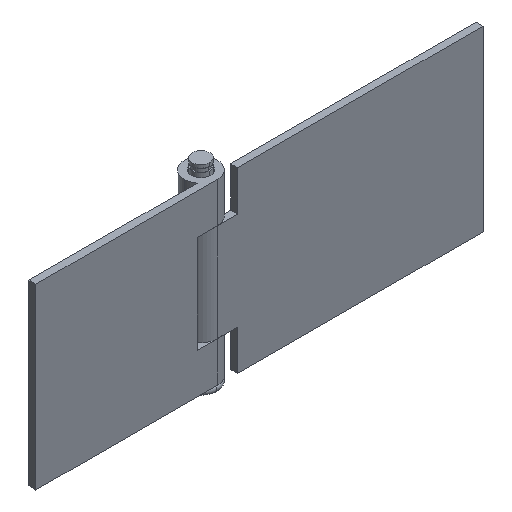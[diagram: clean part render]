
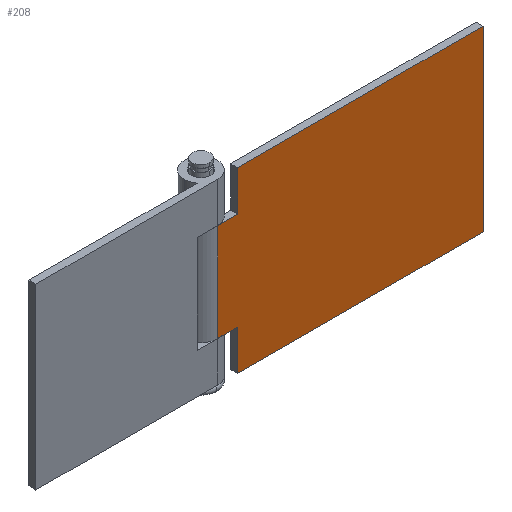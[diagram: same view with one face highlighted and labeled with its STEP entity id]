
A CAD part, isometric view. The second image highlights one B-rep face of the part: STEP entity #208.
In plain terms, the highlighted planar face has unit normal (0, -1, 0).
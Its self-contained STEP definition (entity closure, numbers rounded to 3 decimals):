
#154 = EDGE_CURVE ( 'NONE', #168, #238, #727, .T. ) ;
#156 = ORIENTED_EDGE ( 'NONE', *, *, #461, .T. ) ;
#162 = ORIENTED_EDGE ( 'NONE', *, *, #260, .T. ) ;
#163 = ORIENTED_EDGE ( 'NONE', *, *, #165, .T. ) ;
#164 = EDGE_CURVE ( 'NONE', #170, #434, #713, .T. ) ;
#165 = EDGE_CURVE ( 'NONE', #425, #168, #709, .T. ) ;
#166 = ORIENTED_EDGE ( 'NONE', *, *, #154, .T. ) ;
#167 = ORIENTED_EDGE ( 'NONE', *, *, #164, .T. ) ;
#168 = VERTEX_POINT ( 'NONE', #705 ) ;
#169 = EDGE_CURVE ( 'NONE', #258, #170, #704, .T. ) ;
#170 = VERTEX_POINT ( 'NONE', #759 ) ;
#171 = ORIENTED_EDGE ( 'NONE', *, *, #169, .T. ) ;
#208 = ADVANCED_FACE ( 'NONE', ( #823 ), #822, .F. ) ;
#238 = VERTEX_POINT ( 'NONE', #841 ) ;
#240 = VERTEX_POINT ( 'NONE', #839 ) ;
#251 = EDGE_LOOP ( 'NONE', ( #171, #167, #162, #163, #166, #156, #269, #473 ) ) ;
#252 = EDGE_CURVE ( 'NONE', #258, #267, #826, .T. ) ;
#258 = VERTEX_POINT ( 'NONE', #876 ) ;
#260 = EDGE_CURVE ( 'NONE', #434, #425, #875, .T. ) ;
#267 = VERTEX_POINT ( 'NONE', #857 ) ;
#269 = ORIENTED_EDGE ( 'NONE', *, *, #271, .F. ) ;
#271 = EDGE_CURVE ( 'NONE', #267, #240, #920, .T. ) ;
#425 = VERTEX_POINT ( 'NONE', #1161 ) ;
#434 = VERTEX_POINT ( 'NONE', #1205 ) ;
#461 = EDGE_CURVE ( 'NONE', #238, #240, #1229, .T. ) ;
#473 = ORIENTED_EDGE ( 'NONE', *, *, #252, .F. ) ;
#701 = DIRECTION ( 'NONE',  ( 0., 0., -1. ) ) ;
#702 = VECTOR ( 'NONE', #701, 1000. ) ;
#703 = CARTESIAN_POINT ( 'NONE',  ( 5.75, -4.75, 25.5 ) ) ;
#704 = LINE ( 'NONE', #703, #702 ) ;
#705 = CARTESIAN_POINT ( 'NONE',  ( 5.75, -4.75, -14. ) ) ;
#706 = DIRECTION ( 'NONE',  ( 1., 0., 0. ) ) ;
#707 = VECTOR ( 'NONE', #706, 1000. ) ;
#708 = CARTESIAN_POINT ( 'NONE',  ( 0., -4.75, -14. ) ) ;
#709 = LINE ( 'NONE', #708, #707 ) ;
#710 = DIRECTION ( 'NONE',  ( -1., 0., 0. ) ) ;
#711 = VECTOR ( 'NONE', #710, 1000. ) ;
#712 = CARTESIAN_POINT ( 'NONE',  ( 0., -4.75, 14. ) ) ;
#713 = LINE ( 'NONE', #712, #711 ) ;
#724 = DIRECTION ( 'NONE',  ( 0., 0., -1. ) ) ;
#725 = VECTOR ( 'NONE', #724, 1000. ) ;
#726 = CARTESIAN_POINT ( 'NONE',  ( 5.75, -4.75, 25.5 ) ) ;
#727 = LINE ( 'NONE', #726, #725 ) ;
#759 = CARTESIAN_POINT ( 'NONE',  ( 5.75, -4.75, 14. ) ) ;
#818 = DIRECTION ( 'NONE',  ( -1., 0., 0. ) ) ;
#819 = DIRECTION ( 'NONE',  ( 0., 1., 0. ) ) ;
#820 = CARTESIAN_POINT ( 'NONE',  ( 0., -4.75, 25.5 ) ) ;
#821 = AXIS2_PLACEMENT_3D ( 'NONE', #820, #819, #818 ) ;
#822 = PLANE ( 'NONE',  #821 ) ;
#823 = FACE_OUTER_BOUND ( 'NONE', #251, .T. ) ;
#826 = LINE ( 'NONE', #890, #889 ) ;
#839 = CARTESIAN_POINT ( 'NONE',  ( 76., -4.75, -25.5 ) ) ;
#841 = CARTESIAN_POINT ( 'NONE',  ( 5.75, -4.75, -25.5 ) ) ;
#857 = CARTESIAN_POINT ( 'NONE',  ( 76., -4.75, 25.5 ) ) ;
#872 = DIRECTION ( 'NONE',  ( 0., 0., -1. ) ) ;
#873 = VECTOR ( 'NONE', #872, 1000. ) ;
#874 = CARTESIAN_POINT ( 'NONE',  ( 0., -4.75, 25.5 ) ) ;
#875 = LINE ( 'NONE', #874, #873 ) ;
#876 = CARTESIAN_POINT ( 'NONE',  ( 5.75, -4.75, 25.5 ) ) ;
#888 = DIRECTION ( 'NONE',  ( 1., 0., 0. ) ) ;
#889 = VECTOR ( 'NONE', #888, 1000. ) ;
#890 = CARTESIAN_POINT ( 'NONE',  ( 0., -4.75, 25.5 ) ) ;
#917 = DIRECTION ( 'NONE',  ( 0., 0., -1. ) ) ;
#918 = VECTOR ( 'NONE', #917, 1000. ) ;
#919 = CARTESIAN_POINT ( 'NONE',  ( 76., -4.75, 25.5 ) ) ;
#920 = LINE ( 'NONE', #919, #918 ) ;
#1161 = CARTESIAN_POINT ( 'NONE',  ( 0., -4.75, -14. ) ) ;
#1205 = CARTESIAN_POINT ( 'NONE',  ( 0., -4.75, 14. ) ) ;
#1221 = DIRECTION ( 'NONE',  ( 1., 0., 0. ) ) ;
#1222 = VECTOR ( 'NONE', #1221, 1000. ) ;
#1223 = CARTESIAN_POINT ( 'NONE',  ( 0., -4.75, -25.5 ) ) ;
#1229 = LINE ( 'NONE', #1223, #1222 ) ;
